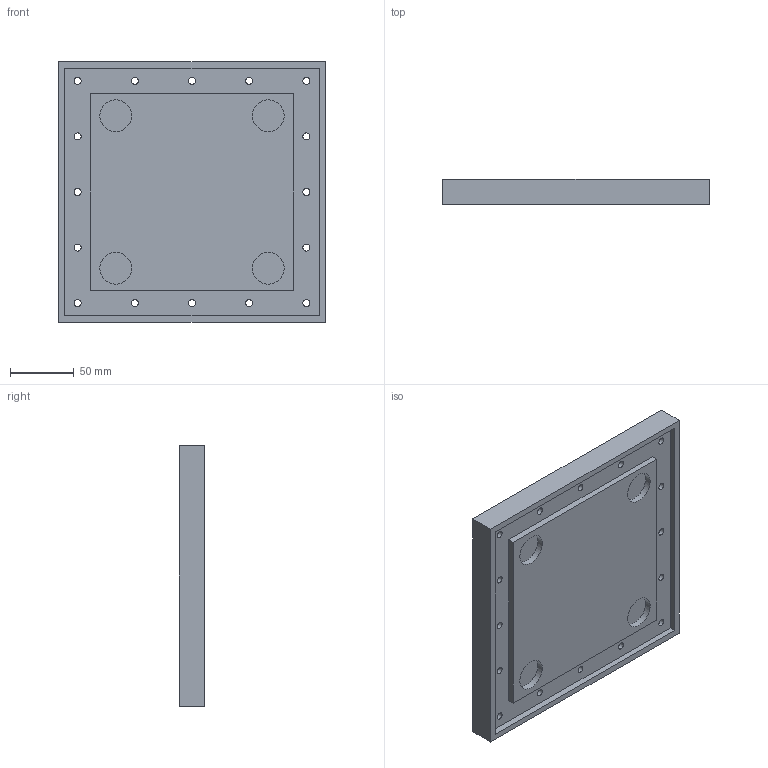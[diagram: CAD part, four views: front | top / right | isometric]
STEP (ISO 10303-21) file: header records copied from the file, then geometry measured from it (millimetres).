
FILE_DESCRIPTION(('FreeCAD Model'),'2;1');
FILE_NAME('Open CASCADE Shape Model','2025-03-02T12:12:17',(''),(''), 'Open CASCADE STEP processor 7.8','FreeCAD','Unknown');
FILE_SCHEMA(('AUTOMOTIVE_DESIGN { 1 0 10303 214 1 1 1 1 }'));
Length unit declared in the file: millimetre
Products named in the file (1): MoldTop
Bounding box: 210 x 20 x 205 mm (x, y, z)
Volume: 771291.8 mm3; surface area: 115637.1 mm2
Topology: 1 solids, 1 shells, 72 faces, 144 edges, 96 vertices
Faces by surface type: plane 36, cylinder 36
Full cylindrical faces by diameter (mm): 5.5 x16, 9 x16, 25 x4
Entity records: 3932 total; most frequent: CARTESIAN_POINT 745, DIRECTION 626, ORIENTED_EDGE 288, LINE 288, VECTOR 288, PCURVE 288, DEFINITIONAL_REPRESENTATION 288, AXIS2_PLACEMENT_3D 145
